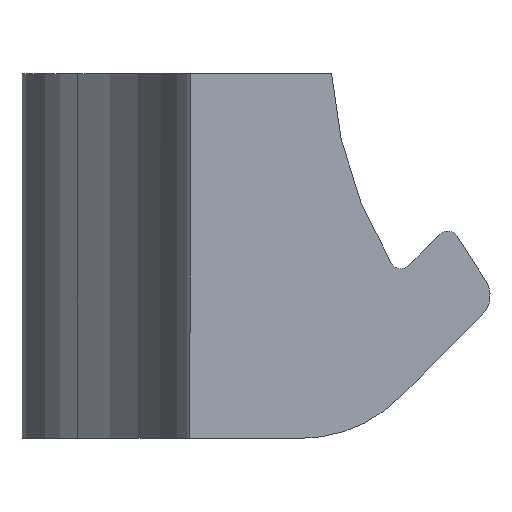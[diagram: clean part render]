
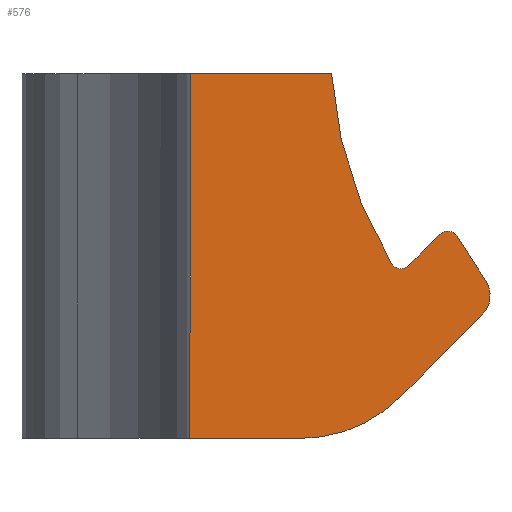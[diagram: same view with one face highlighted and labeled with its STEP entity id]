
A CAD part, front view. The second image highlights one B-rep face of the part: STEP entity #576.
In plain terms, the highlighted planar face has unit normal (0, -1, 0).
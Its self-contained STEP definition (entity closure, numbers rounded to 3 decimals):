
#26=PLANE('',#626);
#44=FACE_OUTER_BOUND('',#80,.T.);
#80=EDGE_LOOP('',(#428,#429,#430,#431,#432,#433,#434,#435,#436,#437,#438));
#110=LINE('',#878,#161);
#121=LINE('',#909,#172);
#128=LINE('',#932,#179);
#129=LINE('',#940,#180);
#130=LINE('',#945,#181);
#131=LINE('',#946,#182);
#161=VECTOR('',#686,10.);
#172=VECTOR('',#713,10.);
#179=VECTOR('',#736,10.);
#180=VECTOR('',#745,10.);
#181=VECTOR('',#750,10.);
#182=VECTOR('',#751,10.);
#214=CIRCLE('',#614,1.);
#219=CIRCLE('',#622,5.);
#222=CIRCLE('',#627,0.4);
#223=CIRCLE('',#628,0.4);
#224=CIRCLE('',#629,15.);
#247=VERTEX_POINT('',#875);
#248=VERTEX_POINT('',#877);
#257=VERTEX_POINT('',#899);
#258=VERTEX_POINT('',#901);
#260=VERTEX_POINT('',#907);
#267=VERTEX_POINT('',#926);
#268=VERTEX_POINT('',#928);
#270=VERTEX_POINT('',#937);
#271=VERTEX_POINT('',#939);
#272=VERTEX_POINT('',#941);
#273=VERTEX_POINT('',#943);
#300=EDGE_CURVE('',#247,#248,#110,.T.);
#311=EDGE_CURVE('',#257,#258,#214,.T.);
#315=EDGE_CURVE('',#260,#257,#121,.T.);
#325=EDGE_CURVE('',#267,#268,#219,.T.);
#327=EDGE_CURVE('',#247,#268,#128,.T.);
#330=EDGE_CURVE('',#270,#260,#222,.T.);
#331=EDGE_CURVE('',#270,#271,#129,.T.);
#332=EDGE_CURVE('',#271,#272,#223,.T.);
#333=EDGE_CURVE('',#272,#273,#224,.T.);
#334=EDGE_CURVE('',#273,#248,#130,.T.);
#335=EDGE_CURVE('',#258,#267,#131,.T.);
#428=ORIENTED_EDGE('',*,*,#311,.F.);
#429=ORIENTED_EDGE('',*,*,#315,.F.);
#430=ORIENTED_EDGE('',*,*,#330,.F.);
#431=ORIENTED_EDGE('',*,*,#331,.T.);
#432=ORIENTED_EDGE('',*,*,#332,.T.);
#433=ORIENTED_EDGE('',*,*,#333,.T.);
#434=ORIENTED_EDGE('',*,*,#334,.T.);
#435=ORIENTED_EDGE('',*,*,#300,.F.);
#436=ORIENTED_EDGE('',*,*,#327,.T.);
#437=ORIENTED_EDGE('',*,*,#325,.F.);
#438=ORIENTED_EDGE('',*,*,#335,.F.);
#576=ADVANCED_FACE('',(#44),#26,.F.);
#614=AXIS2_PLACEMENT_3D('',#902,#706,#707);
#622=AXIS2_PLACEMENT_3D('',#929,#731,#732);
#626=AXIS2_PLACEMENT_3D('',#936,#741,#742);
#627=AXIS2_PLACEMENT_3D('',#938,#743,#744);
#628=AXIS2_PLACEMENT_3D('',#942,#746,#747);
#629=AXIS2_PLACEMENT_3D('',#944,#748,#749);
#686=DIRECTION('',(0.001,0.,1.));
#706=DIRECTION('center_axis',(0.,1.,0.));
#707=DIRECTION('ref_axis',(0.994,0.,-0.105));
#713=DIRECTION('',(0.543,0.,-0.839));
#731=DIRECTION('center_axis',(0.,1.,0.));
#732=DIRECTION('ref_axis',(0.382,0.,-0.924));
#736=DIRECTION('',(1.,0.,-0.001));
#741=DIRECTION('center_axis',(0.,1.,0.));
#742=DIRECTION('ref_axis',(1.,0.,0.));
#743=DIRECTION('center_axis',(0.,1.,0.));
#744=DIRECTION('ref_axis',(-0.707,0.,0.707));
#745=DIRECTION('',(-0.707,0.,-0.707));
#746=DIRECTION('center_axis',(0.,1.,0.));
#747=DIRECTION('ref_axis',(0.707,0.,-0.707));
#748=DIRECTION('center_axis',(0.,1.,0.));
#749=DIRECTION('ref_axis',(-0.856,0.,-0.517));
#750=DIRECTION('',(-1.,0.,0.));
#751=DIRECTION('',(-0.707,0.,-0.707));
#875=CARTESIAN_POINT('',(-20.01,0.,-13.992));
#877=CARTESIAN_POINT('',(-20.001,0.,-1.));
#878=CARTESIAN_POINT('',(-20.01,0.,-13.992));
#899=CARTESIAN_POINT('',(-9.478,0.,-8.36));
#901=CARTESIAN_POINT('',(-9.611,0.,-9.611));
#902=CARTESIAN_POINT('Origin',(-10.318,0.,-8.904));
#907=CARTESIAN_POINT('',(-10.493,0.,-6.793));
#909=CARTESIAN_POINT('',(-10.493,0.,-6.793));
#926=CARTESIAN_POINT('',(-12.531,0.,-12.531));
#928=CARTESIAN_POINT('',(-16.07,0.,-13.995));
#929=CARTESIAN_POINT('Origin',(-16.066,0.,-8.995));
#932=CARTESIAN_POINT('',(-20.01,0.,-13.992));
#936=CARTESIAN_POINT('Origin',(5.006,0.,8.455));
#937=CARTESIAN_POINT('',(-11.112,0.,-6.728));
#938=CARTESIAN_POINT('Origin',(-10.829,0.,-7.01));
#939=CARTESIAN_POINT('',(-12.215,0.,-7.831));
#940=CARTESIAN_POINT('',(-11.112,0.,-6.728));
#941=CARTESIAN_POINT('',(-12.84,0.,-7.755));
#942=CARTESIAN_POINT('Origin',(-12.498,0.,-7.548));
#943=CARTESIAN_POINT('',(-14.967,0.,-1.));
#944=CARTESIAN_POINT('Origin',(0.,0.,0.));
#945=CARTESIAN_POINT('',(-10.997,0.,-1.));
#946=CARTESIAN_POINT('',(0.,0.,0.));
